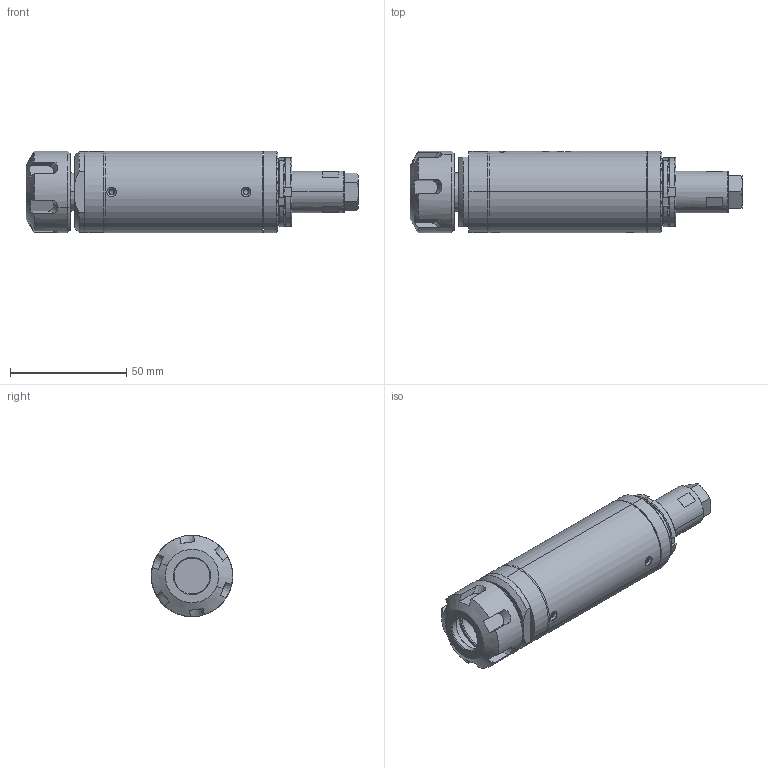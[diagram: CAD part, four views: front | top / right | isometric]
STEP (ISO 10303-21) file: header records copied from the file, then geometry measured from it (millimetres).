
FILE_DESCRIPTION (( 'STEP AP203' ), '1' );
FILE_NAME ('QUILL GE1724.STEP', '2014-01-28T09:56:21', ( 'PGM-BE' ), ( '' ), 'SwSTEP 2.0', 'SolidWorks 2011', '' );
FILE_SCHEMA (( 'CONFIG_CONTROL_DESIGN' ));
Length unit declared in the file: metre
Products named in the file (1): QUILL GE1724
Bounding box: 143 x 35 x 35 mm (x, y, z)
Surface area: 25982.7 mm2 (no closed solid volume)
Topology: 0 solids, 11 shells, 244 faces, 666 edges, 455 vertices
Faces by surface type: plane 105, cone 64, cylinder 59, bspline 14, sphere 2
Entity records: 10140 total; most frequent: CARTESIAN_POINT 4161, ORIENTED_EDGE 1282, DIRECTION 1107, EDGE_CURVE 666, VERTEX_POINT 455, AXIS2_PLACEMENT_3D 429, EDGE_LOOP 273, VECTOR 249
